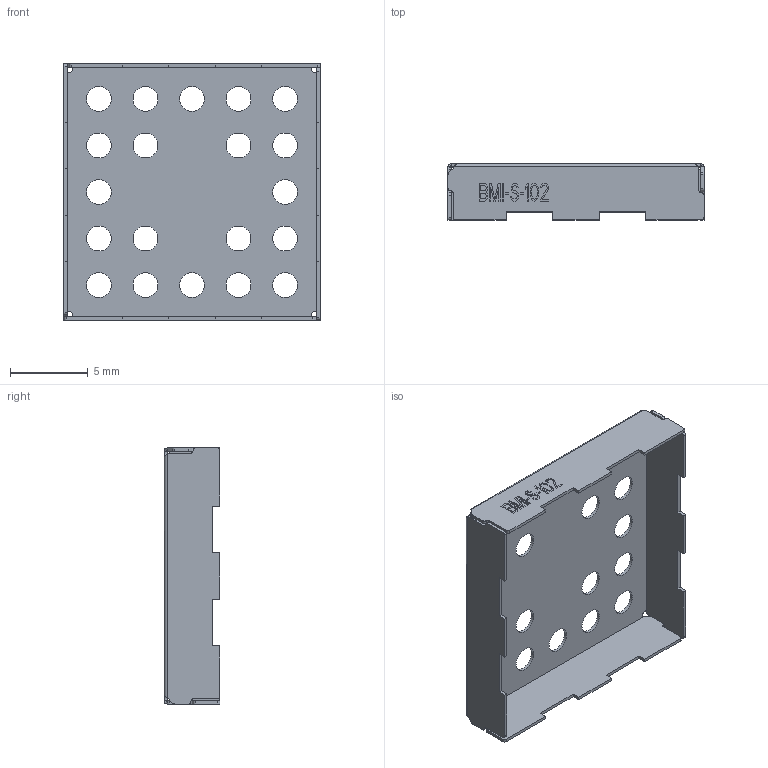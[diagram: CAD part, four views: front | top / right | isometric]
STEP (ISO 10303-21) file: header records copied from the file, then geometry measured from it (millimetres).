
FILE_DESCRIPTION((''),'2;1');
FILE_NAME('BMI-S-102','2020-06-24T12:50:55',('Tim.Wrona'),('LAIRD'),'CREO PARAMETRIC BY PTC INC, 2018020','CREO PARAMETRIC BY PTC INC, 2018020','');
FILE_SCHEMA(('AUTOMOTIVE_DESIGN { 1 0 10303 214 1 1 1 1 }'));
Length unit declared in the file: millimetre
Products named in the file (1): BMI-S-102
Bounding box: 16.5 x 3.6 x 16.5 mm (x, y, z)
Volume: 87.1 mm3; surface area: 913.1 mm2
Topology: 1 solids, 1 shells, 464 faces, 1302 edges, 860 vertices
Faces by surface type: plane 368, cylinder 80, bspline 16
Entity records: 15937 total; most frequent: CARTESIAN_POINT 3310, ORIENTED_EDGE 2604, DIRECTION 2351, EDGE_CURVE 1302, VECTOR 1134, LINE 1134, VERTEX_POINT 860, AXIS2_PLACEMENT_3D 607
